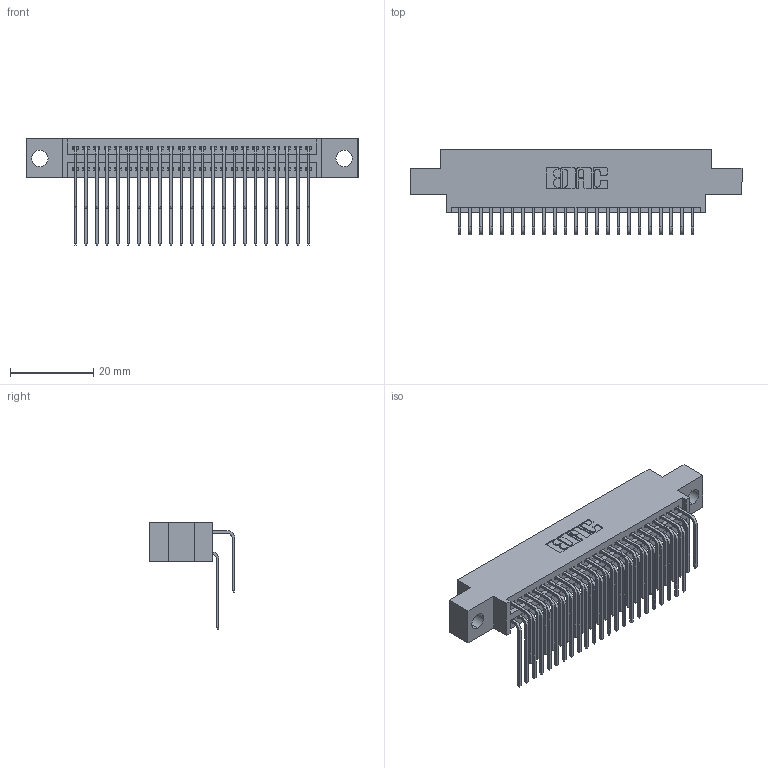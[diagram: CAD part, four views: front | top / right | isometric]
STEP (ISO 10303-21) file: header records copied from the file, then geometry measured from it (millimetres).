
FILE_DESCRIPTION (( 'STEP AP203' ), '1' );
FILE_NAME ('395-046-559-804.STEP', '2021-06-16T23:15:33', ( '' ), ( '' ), 'SwSTEP 2.0', 'SolidWorks 2020', '' );
FILE_SCHEMA (( 'CONFIG_CONTROL_DESIGN' ));
Length unit declared in the file: inch
Products named in the file (4): 345 Part_0.170 Offset - 0.156 Dia-TI; 395-046-559-804; 345-292-001_558 559 Tail - 1; 345-292-001_559 Tail - 2
Assembly tree (47 placements, depth 2):
  395-046-559-804
    345 Part_0.170 Offset - 0.156 Dia-TI
    345-292-001_558 559 Tail - 1  x23
    345-292-001_559 Tail - 2  x23
Bounding box: 79.63 x 20.56 x 25.53 mm (x, y, z)
Volume: 7604.9 mm3; surface area: 12116.2 mm2
Topology: 47 solids, 47 shells, 2536 faces, 7519 edges, 4950 vertices
Faces by surface type: plane 1708, cylinder 828
Entity records: 22807 total; most frequent: CARTESIAN_POINT 3893, ORIENTED_EDGE 3774, DIRECTION 3427, EDGE_CURVE 1887, LINE 1623, VECTOR 1623, VERTEX_POINT 1254, AXIS2_PLACEMENT_3D 902
